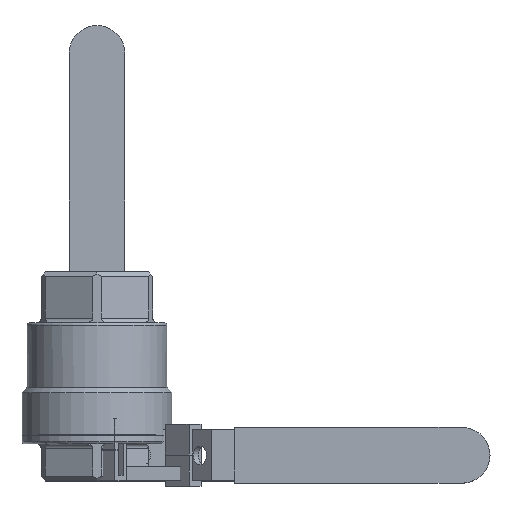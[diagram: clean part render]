
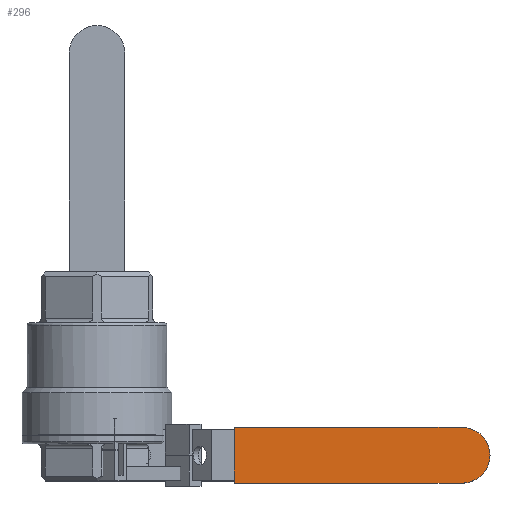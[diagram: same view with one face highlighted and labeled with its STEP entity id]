
A CAD part, top view. The second image highlights one B-rep face of the part: STEP entity #296.
In plain terms, the highlighted face is planar.
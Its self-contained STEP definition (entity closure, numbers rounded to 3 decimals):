
#296 = ADVANCED_FACE( '', ( #796 ), #797, .F. );
#796 = FACE_OUTER_BOUND( '', #1545, .T. );
#797 = PLANE( '', #1546 );
#1545 = EDGE_LOOP( '', ( #2688, #2689, #2690, #2691 ) );
#1546 = AXIS2_PLACEMENT_3D( '', #2692, #2693, #2694 );
#2688 = ORIENTED_EDGE( '', *, *, #4702, .T. );
#2689 = ORIENTED_EDGE( '', *, *, #4703, .F. );
#2690 = ORIENTED_EDGE( '', *, *, #4704, .F. );
#2691 = ORIENTED_EDGE( '', *, *, #4705, .F. );
#2692 = CARTESIAN_POINT( '', ( 0., 0., 0. ) );
#2693 = DIRECTION( '', ( 0., 1., 0. ) );
#2694 = DIRECTION( '', ( 0., 0., 1. ) );
#4702 = EDGE_CURVE( '', #5521, #5522, #5523, .F. );
#4703 = EDGE_CURVE( '', #5524, #5522, #5525, .T. );
#4704 = EDGE_CURVE( '', #5526, #5524, #5527, .T. );
#4705 = EDGE_CURVE( '', #5521, #5526, #5528, .T. );
#5521 = VERTEX_POINT( '', #6733 );
#5522 = VERTEX_POINT( '', #6734 );
#5523 = CIRCLE( '', #6735, 12. );
#5524 = VERTEX_POINT( '', #6736 );
#5525 = LINE( '', #6737, #6738 );
#5526 = VERTEX_POINT( '', #6739 );
#5527 = LINE( '', #6740, #6741 );
#5528 = LINE( '', #6742, #6743 );
#6733 = CARTESIAN_POINT( '', ( 98., 0., 0. ) );
#6734 = CARTESIAN_POINT( '', ( 98., 0., 24. ) );
#6735 = AXIS2_PLACEMENT_3D( '', #9141, #9142, #9143 );
#6736 = CARTESIAN_POINT( '', ( 0., 0., 24. ) );
#6737 = CARTESIAN_POINT( '', ( 0., 0., 24. ) );
#6738 = VECTOR( '', #9144, 1000. );
#6739 = CARTESIAN_POINT( '', ( 0., 0., 0. ) );
#6740 = CARTESIAN_POINT( '', ( 0., 0., 0. ) );
#6741 = VECTOR( '', #9145, 1000. );
#6742 = CARTESIAN_POINT( '', ( 110., 0., 0. ) );
#6743 = VECTOR( '', #9146, 1000. );
#9141 = CARTESIAN_POINT( '', ( 98., 0., 12. ) );
#9142 = DIRECTION( '', ( 0., 1., 0. ) );
#9143 = DIRECTION( '', ( 0., 0., 1. ) );
#9144 = DIRECTION( '', ( 1., 0., 0. ) );
#9145 = DIRECTION( '', ( 0., 0., 1. ) );
#9146 = DIRECTION( '', ( -1., 0., 0. ) );
